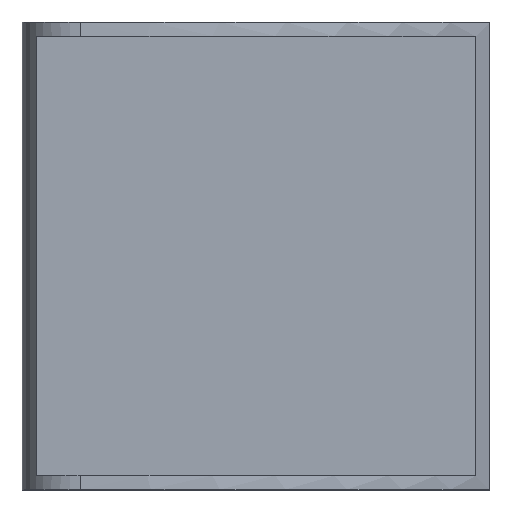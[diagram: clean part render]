
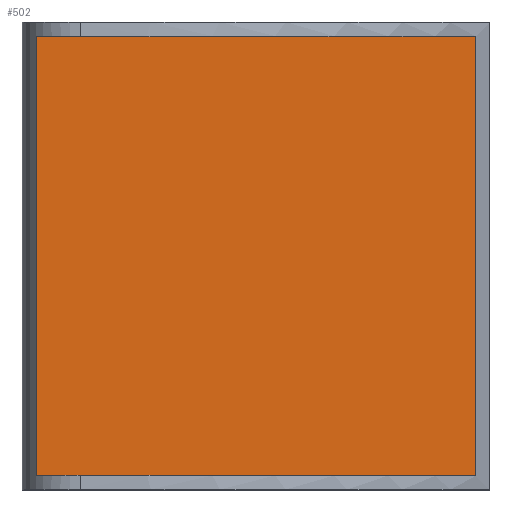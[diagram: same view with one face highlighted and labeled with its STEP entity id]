
A CAD part, top view. The second image highlights one B-rep face of the part: STEP entity #502.
In plain terms, the highlighted planar face has unit normal (0, 0, 1).
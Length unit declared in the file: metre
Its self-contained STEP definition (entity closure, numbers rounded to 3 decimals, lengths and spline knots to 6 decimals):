
#18=PLANE('',#563);
#38=LINE('',#832,#60);
#39=LINE('',#834,#61);
#40=LINE('',#836,#62);
#41=LINE('',#838,#63);
#60=VECTOR('',#674,1.);
#61=VECTOR('',#677,1.);
#62=VECTOR('',#678,1.);
#63=VECTOR('',#679,1.);
#115=ORIENTED_EDGE('',*,*,#224,.F.);
#116=ORIENTED_EDGE('',*,*,#223,.F.);
#117=ORIENTED_EDGE('',*,*,#225,.T.);
#118=ORIENTED_EDGE('',*,*,#226,.T.);
#223=EDGE_CURVE('',#278,#275,#38,.T.);
#224=EDGE_CURVE('',#275,#279,#39,.T.);
#225=EDGE_CURVE('',#278,#280,#40,.T.);
#226=EDGE_CURVE('',#280,#279,#41,.T.);
#275=VERTEX_POINT('',#826);
#278=VERTEX_POINT('',#831);
#279=VERTEX_POINT('',#835);
#280=VERTEX_POINT('',#837);
#356=EDGE_LOOP('',(#115,#116,#117,#118));
#428=FACE_BOUND('',#356,.T.);
#502=ADVANCED_FACE('',(#428),#18,.T.);
#563=AXIS2_PLACEMENT_3D('',#833,#675,#676);
#674=DIRECTION('',(0.,1.,0.));
#675=DIRECTION('',(0.,0.,1.));
#676=DIRECTION('',(1.,0.,0.));
#677=DIRECTION('',(1.,0.,0.));
#678=DIRECTION('',(1.,0.,0.));
#679=DIRECTION('',(0.,1.,0.));
#826=CARTESIAN_POINT('',(0.,0.,0.));
#831=CARTESIAN_POINT('',(0.,-0.23876,0.));
#832=CARTESIAN_POINT('',(0.,-0.23876,0.));
#833=CARTESIAN_POINT('',(0.11938,-0.23876,0.));
#834=CARTESIAN_POINT('',(0.11938,0.,0.));
#835=CARTESIAN_POINT('',(0.23876,0.,0.));
#836=CARTESIAN_POINT('',(0.11938,-0.23876,0.));
#837=CARTESIAN_POINT('',(0.23876,-0.23876,0.));
#838=CARTESIAN_POINT('',(0.23876,-0.23876,0.));
